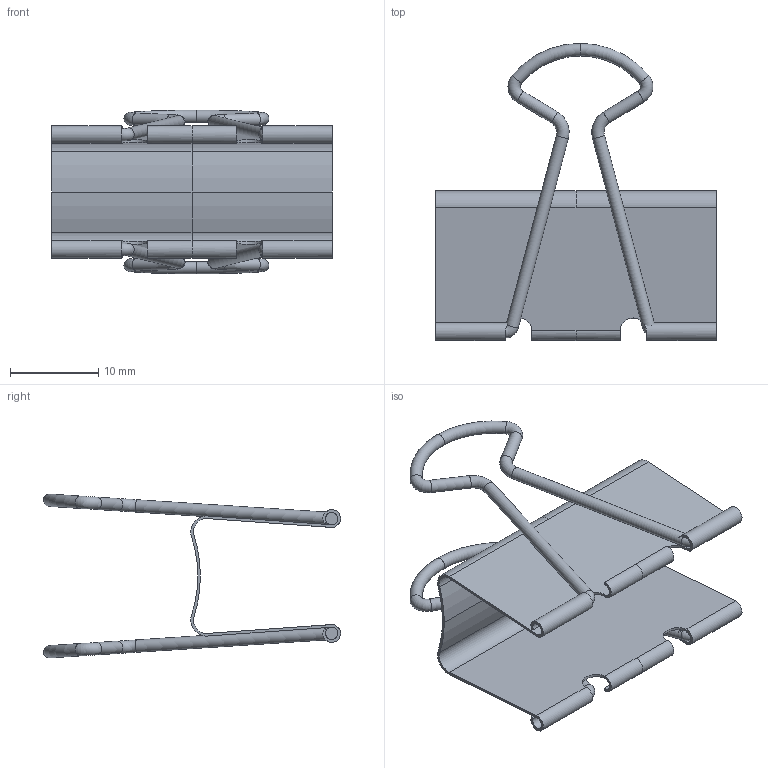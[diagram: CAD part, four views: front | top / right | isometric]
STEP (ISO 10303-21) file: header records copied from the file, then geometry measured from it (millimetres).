
FILE_DESCRIPTION(('FreeCAD Model'),'2;1');
FILE_NAME('bed-clip.stp','2014-10-26T09:50:15',('FreeCAD'),('FreeCAD'), 'Open CASCADE STEP processor 6.7','FreeCAD','Unknown');
FILE_SCHEMA(('AUTOMOTIVE_DESIGN_CC2 { 1 2 10303 214 -1 1 5 4 }'));
Length unit declared in the file: millimetre
Products named in the file (1): bed-clip
Bounding box: 31.8 x 33.63 x 18.55 mm (x, y, z)
Volume: 751.6 mm3; surface area: 4014.1 mm2
Topology: 3 solids, 3 shells, 96 faces, 238 edges, 148 vertices
Faces by surface type: cylinder 56, plane 24, torus 16
Full cylindrical faces by diameter (mm): 1.4 x12
Entity records: 7919 total; most frequent: CARTESIAN_POINT 2553, DIRECTION 882, ORIENTED_EDGE 476, PCURVE 476, DEFINITIONAL_REPRESENTATION 476, LINE 430, VECTOR 430, EDGE_CURVE 238
